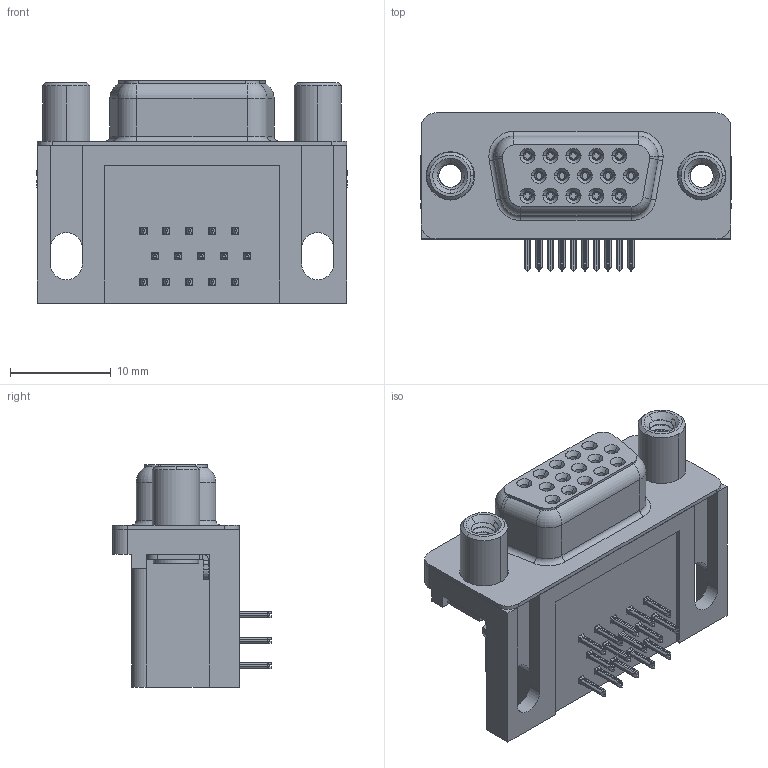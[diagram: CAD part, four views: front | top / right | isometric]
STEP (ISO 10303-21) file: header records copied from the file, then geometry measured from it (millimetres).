
FILE_DESCRIPTION (( 'STEP AP203' ), '1' );
FILE_NAME ('634-015-273-000.STEP', '2018-08-17T19:39:31', ( '' ), ( '' ), 'SwSTEP 2.0', 'SolidWorks 2016', '' );
FILE_SCHEMA (( 'CONFIG_CONTROL_DESIGN' ));
Length unit declared in the file: millimetre
Products named in the file (9): Contact Top; Non Board Mount; 634 Housing; Contact Middle_Recessed; 634 Shell; Round Threaded Standoff; Contact Bottom; 634-015-273-000; Contact Middle
Assembly tree (21 placements, depth 2):
  634-015-273-000
    634 Housing
    634 Shell
    Contact Bottom  x5
    Contact Middle  x4
    Contact Top  x5
    Non Board Mount  x2
    Contact Middle_Recessed
    Round Threaded Standoff  x2
Bounding box: 30.89 x 15.73 x 22.1 mm (x, y, z)
Volume: 4595.9 mm3; surface area: 6474.2 mm2
Topology: 21 solids, 21 shells, 2411 faces, 6354 edges, 4000 vertices
Faces by surface type: plane 1058, cylinder 603, bspline 536, cone 192, torus 22
Entity records: 37207 total; most frequent: CARTESIAN_POINT 14091, ORIENTED_EDGE 4884, DIRECTION 3964, EDGE_CURVE 2442, VERTEX_POINT 1552, LINE 1442, VECTOR 1442, AXIS2_PLACEMENT_3D 1261
